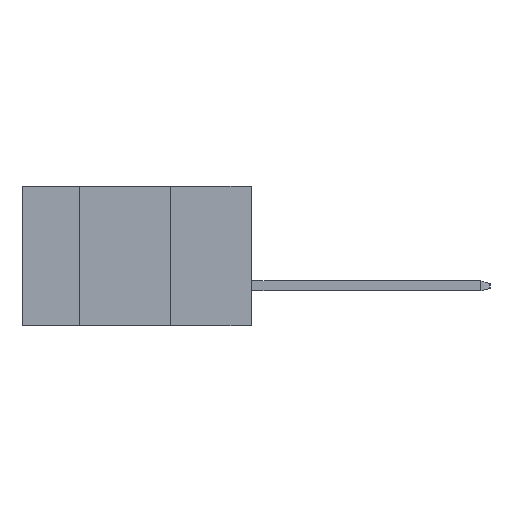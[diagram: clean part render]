
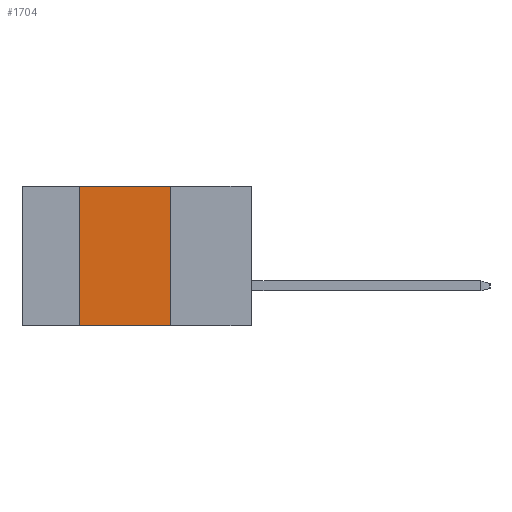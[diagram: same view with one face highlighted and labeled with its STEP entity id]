
A CAD part, left-side view. The second image highlights one B-rep face of the part: STEP entity #1704.
In plain terms, the highlighted planar face has unit normal (-1, 0, 0).
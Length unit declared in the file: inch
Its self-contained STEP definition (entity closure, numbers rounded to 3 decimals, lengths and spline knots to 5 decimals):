
#1169 = VERTEX_POINT ( 'NONE', #1195 ) ;
#1195 = CARTESIAN_POINT ( 'NONE',  ( 0., 0.54, -0.437 ) ) ;
#1609 = VERTEX_POINT ( 'NONE', #2267 ) ;
#1704 = ADVANCED_FACE ( 'NONE', ( #11096 ), #2338, .F. ) ;
#2212 = DIRECTION ( 'NONE',  ( 0., 0., -1. ) ) ;
#2267 = CARTESIAN_POINT ( 'NONE',  ( 0., 0.254, -0.437 ) ) ;
#2338 = PLANE ( 'NONE',  #2691 ) ;
#2498 = VECTOR ( 'NONE', #7726, 39.37008 ) ;
#2691 = AXIS2_PLACEMENT_3D ( 'NONE', #6132, #10985, #2212 ) ;
#2983 = EDGE_CURVE ( 'NONE', #7967, #10317, #3731, .T. ) ;
#3185 = DIRECTION ( 'NONE',  ( 0., 0., 1. ) ) ;
#3470 = CARTESIAN_POINT ( 'NONE',  ( 0., 0.54, -0.437 ) ) ;
#3480 = CARTESIAN_POINT ( 'NONE',  ( 0., 0.72, -0.437 ) ) ;
#3731 = LINE ( 'NONE', #7470, #4569 ) ;
#3979 = EDGE_CURVE ( 'NONE', #1169, #1609, #8352, .T. ) ;
#4569 = VECTOR ( 'NONE', #11413, 39.37008 ) ;
#5670 = EDGE_LOOP ( 'NONE', ( #8059, #9007, #8920, #8088 ) ) ;
#5728 = LINE ( 'NONE', #8672, #2498 ) ;
#6132 = CARTESIAN_POINT ( 'NONE',  ( 0., 0.72, 0. ) ) ;
#7371 = EDGE_CURVE ( 'NONE', #1169, #7967, #11406, .T. ) ;
#7470 = CARTESIAN_POINT ( 'NONE',  ( 0., 0.72, 0. ) ) ;
#7471 = CARTESIAN_POINT ( 'NONE',  ( 0., 0.254, 0. ) ) ;
#7726 = DIRECTION ( 'NONE',  ( 0., 0., -1. ) ) ;
#7967 = VERTEX_POINT ( 'NONE', #12542 ) ;
#8059 = ORIENTED_EDGE ( 'NONE', *, *, #8307, .F. ) ;
#8088 = ORIENTED_EDGE ( 'NONE', *, *, #3979, .T. ) ;
#8307 = EDGE_CURVE ( 'NONE', #10317, #1609, #5728, .T. ) ;
#8352 = LINE ( 'NONE', #3480, #10306 ) ;
#8672 = CARTESIAN_POINT ( 'NONE',  ( 0., 0.254, -0.437 ) ) ;
#8920 = ORIENTED_EDGE ( 'NONE', *, *, #7371, .F. ) ;
#9007 = ORIENTED_EDGE ( 'NONE', *, *, #2983, .F. ) ;
#10306 = VECTOR ( 'NONE', #12048, 39.37008 ) ;
#10317 = VERTEX_POINT ( 'NONE', #7471 ) ;
#10985 = DIRECTION ( 'NONE',  ( 1., 0., 0. ) ) ;
#11096 = FACE_OUTER_BOUND ( 'NONE', #5670, .T. ) ;
#11406 = LINE ( 'NONE', #3470, #12174 ) ;
#11413 = DIRECTION ( 'NONE',  ( 0., -1., 0. ) ) ;
#12048 = DIRECTION ( 'NONE',  ( 0., -1., 0. ) ) ;
#12174 = VECTOR ( 'NONE', #3185, 39.37008 ) ;
#12542 = CARTESIAN_POINT ( 'NONE',  ( 0., 0.54, 0. ) ) ;
